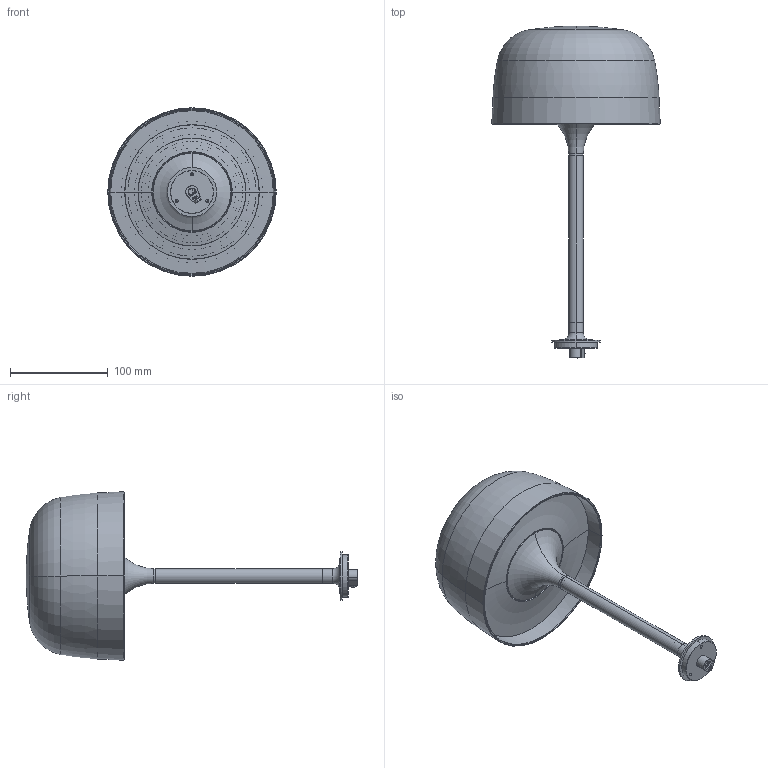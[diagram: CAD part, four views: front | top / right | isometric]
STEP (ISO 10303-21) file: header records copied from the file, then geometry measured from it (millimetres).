
FILE_DESCRIPTION (( 'STEP AP203' ), '1' );
FILE_NAME ('BOL M-33 201023xxyyy.STEP', '2022-03-14T15:50:47', ( '' ), ( '' ), 'SwSTEP 2.0', 'SolidWorks 2019', '' );
FILE_SCHEMA (( 'CONFIG_CONTROL_DESIGN' ));
Length unit declared in the file: millimetre
Products named in the file (13): 000-914-033; 000-SUB-201 TUBO BARRABAR COMPLETO; 000-201-066; 000-201-055; 000-201-054; 000-201-057; 000-201-132; BOL M-33 201023xxyyy; 000-201-053; 000-201-056; 000-SUB-201 TUBO BARRABAR; 000-SUB-201 CBZ; 000-201-131
Assembly tree (12 placements, depth 4):
  BOL M-33 201023xxyyy
    000-SUB-201 TUBO BARRABAR COMPLETO
      000-SUB-201 TUBO BARRABAR
        000-201-132
        000-201-066
        000-201-131
    000-SUB-201 CBZ
      000-201-053
      000-201-055
      000-201-056
      000-201-057
      000-201-054
    000-914-033
Bounding box: 171.95 x 338.99 x 171.95 mm (x, y, z)
Volume: 289853 mm3; surface area: 228509.2 mm2
Topology: 10 solids, 10 shells, 603 faces, 1455 edges, 889 vertices
Faces by surface type: bspline 150, plane 131, torus 114, cylinder 106, cone 83, sphere 19
Entity records: 24682 total; most frequent: CARTESIAN_POINT 10032, ORIENTED_EDGE 2874, DIRECTION 2605, EDGE_CURVE 1437, AXIS2_PLACEMENT_3D 1080, VERTEX_POINT 889, EDGE_LOOP 668, CIRCLE 609
